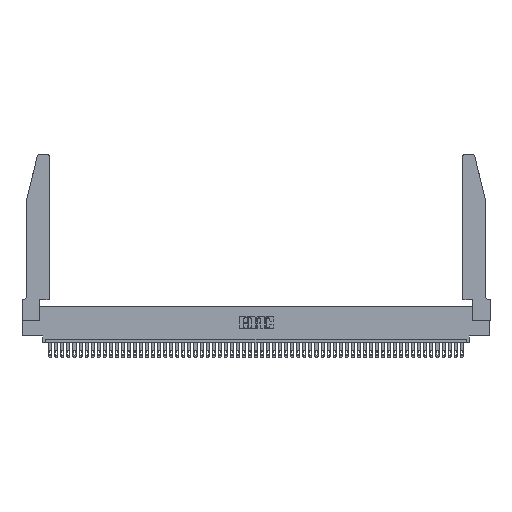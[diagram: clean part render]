
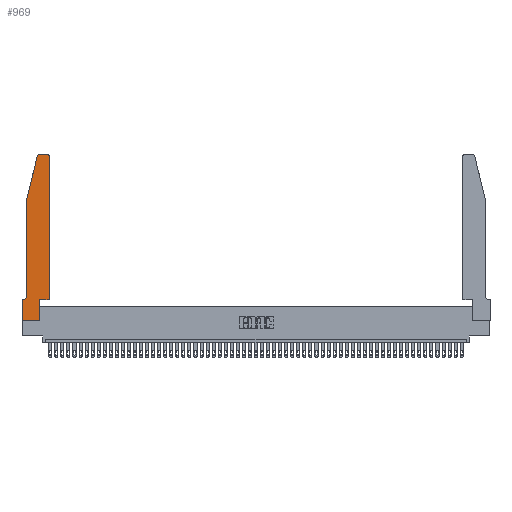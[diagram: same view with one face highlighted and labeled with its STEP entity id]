
A CAD part, top view. The second image highlights one B-rep face of the part: STEP entity #969.
In plain terms, the highlighted planar face has unit normal (0, 0, 1).
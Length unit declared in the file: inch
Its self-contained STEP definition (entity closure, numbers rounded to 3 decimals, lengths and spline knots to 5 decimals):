
#133 = FACE_OUTER_BOUND ( 'NONE', #20658, .T. ) ;
#453 = ORIENTED_EDGE ( 'NONE', *, *, #36953, .T. ) ;
#864 = EDGE_CURVE ( 'NONE', #28620, #23643, #40653, .T. ) ;
#873 = ORIENTED_EDGE ( 'NONE', *, *, #34699, .T. ) ;
#969 = ADVANCED_FACE ( 'NONE', ( #133 ), #49035, .T. ) ;
#2227 = VECTOR ( 'NONE', #47054, 39.37008 ) ;
#2240 = DIRECTION ( 'NONE',  ( 1., 0., 0. ) ) ;
#2625 = DIRECTION ( 'NONE',  ( 1., 0., 0. ) ) ;
#2881 = VECTOR ( 'NONE', #46015, 39.37008 ) ;
#3658 = CIRCLE ( 'NONE', #29401, 0.03 ) ;
#5054 = CARTESIAN_POINT ( 'NONE',  ( 0.2865, 0., 0.37 ) ) ;
#5400 = ORIENTED_EDGE ( 'NONE', *, *, #21389, .T. ) ;
#6851 = CARTESIAN_POINT ( 'NONE',  ( 0.0755, 2., 0.37 ) ) ;
#7250 = CARTESIAN_POINT ( 'NONE',  ( 0.0755, 2., 0.37 ) ) ;
#8742 = VERTEX_POINT ( 'NONE', #7250 ) ;
#9878 = LINE ( 'NONE', #18080, #2227 ) ;
#10398 = DIRECTION ( 'NONE',  ( -1., 0., 0. ) ) ;
#11153 = DIRECTION ( 'NONE',  ( 1., 0., 0. ) ) ;
#11493 = EDGE_CURVE ( 'NONE', #23643, #8742, #42894, .T. ) ;
#11799 = EDGE_CURVE ( 'NONE', #49234, #41317, #16499, .T. ) ;
#11950 = AXIS2_PLACEMENT_3D ( 'NONE', #39022, #14116, #10398 ) ;
#12018 = CARTESIAN_POINT ( 'NONE',  ( 0.284, 2.72, 0.37 ) ) ;
#12285 = VERTEX_POINT ( 'NONE', #37781 ) ;
#12670 = VERTEX_POINT ( 'NONE', #32006 ) ;
#13121 = VECTOR ( 'NONE', #19351, 39.37008 ) ;
#13610 = AXIS2_PLACEMENT_3D ( 'NONE', #12018, #28950, #41312 ) ;
#13830 = CARTESIAN_POINT ( 'NONE',  ( 0.4205, 2.75, 0.37 ) ) ;
#14116 = DIRECTION ( 'NONE',  ( 0., 0., -1. ) ) ;
#14485 = DIRECTION ( 'NONE',  ( 1., 0., 0. ) ) ;
#16499 = CIRCLE ( 'NONE', #11950, 0.07 ) ;
#17842 = EDGE_CURVE ( 'NONE', #12285, #35087, #50782, .T. ) ;
#18080 = CARTESIAN_POINT ( 'NONE',  ( 0., 0., 0.37 ) ) ;
#18616 = CARTESIAN_POINT ( 'NONE',  ( 0.4505, 2.72, 0.37 ) ) ;
#18928 = CARTESIAN_POINT ( 'NONE',  ( 0.0755, 2., 0.37 ) ) ;
#19018 = CARTESIAN_POINT ( 'NONE',  ( 0.4505, 0.35, 0.37 ) ) ;
#19118 = DIRECTION ( 'NONE',  ( 0., -1., 0. ) ) ;
#19351 = DIRECTION ( 'NONE',  ( -1., 0., 0. ) ) ;
#19761 = VECTOR ( 'NONE', #39719, 39.37008 ) ;
#19872 = LINE ( 'NONE', #34511, #28304 ) ;
#20275 = ORIENTED_EDGE ( 'NONE', *, *, #864, .T. ) ;
#20658 = EDGE_LOOP ( 'NONE', ( #453, #20275, #20709, #38524, #33396, #873, #51676, #31171, #23294, #46245, #53028, #5400 ) ) ;
#20709 = ORIENTED_EDGE ( 'NONE', *, *, #11493, .T. ) ;
#21389 = EDGE_CURVE ( 'NONE', #25755, #32124, #3658, .T. ) ;
#22973 = DIRECTION ( 'NONE',  ( 0., 1., 0. ) ) ;
#23211 = CARTESIAN_POINT ( 'NONE',  ( 0.4205, 2.72, 0.37 ) ) ;
#23294 = ORIENTED_EDGE ( 'NONE', *, *, #46221, .T. ) ;
#23394 = DIRECTION ( 'NONE',  ( 0., 0., 1. ) ) ;
#23643 = VERTEX_POINT ( 'NONE', #43968 ) ;
#25755 = VERTEX_POINT ( 'NONE', #18616 ) ;
#25962 = LINE ( 'NONE', #42462, #2881 ) ;
#28248 = LINE ( 'NONE', #38813, #29425 ) ;
#28304 = VECTOR ( 'NONE', #33951, 39.37008 ) ;
#28620 = VERTEX_POINT ( 'NONE', #41364 ) ;
#28950 = DIRECTION ( 'NONE',  ( 0., 0., 1. ) ) ;
#29401 = AXIS2_PLACEMENT_3D ( 'NONE', #23211, #23394, #11153 ) ;
#29425 = VECTOR ( 'NONE', #22973, 39.37008 ) ;
#31171 = ORIENTED_EDGE ( 'NONE', *, *, #50133, .T. ) ;
#32006 = CARTESIAN_POINT ( 'NONE',  ( 0., 0.35, 0.37 ) ) ;
#32124 = VERTEX_POINT ( 'NONE', #13830 ) ;
#32948 = VECTOR ( 'NONE', #14485, 39.37008 ) ;
#33002 = VECTOR ( 'NONE', #19118, 39.37008 ) ;
#33396 = ORIENTED_EDGE ( 'NONE', *, *, #11799, .T. ) ;
#33951 = DIRECTION ( 'NONE',  ( -1., 0., 0. ) ) ;
#34511 = CARTESIAN_POINT ( 'NONE',  ( 0.0755, 0.35, 0.37 ) ) ;
#34514 = CARTESIAN_POINT ( 'NONE',  ( 0., 0., 0.37 ) ) ;
#34699 = EDGE_CURVE ( 'NONE', #41317, #12670, #19872, .T. ) ;
#34833 = EDGE_CURVE ( 'NONE', #35087, #25755, #28248, .T. ) ;
#35087 = VERTEX_POINT ( 'NONE', #41862 ) ;
#36953 = EDGE_CURVE ( 'NONE', #32124, #28620, #48603, .T. ) ;
#37776 = CARTESIAN_POINT ( 'NONE',  ( 0.0055, 0.35, 0.37 ) ) ;
#37781 = CARTESIAN_POINT ( 'NONE',  ( 0.2865, 0.35, 0.37 ) ) ;
#38119 = LINE ( 'NONE', #18928, #33002 ) ;
#38399 = EDGE_CURVE ( 'NONE', #8742, #49234, #38119, .T. ) ;
#38524 = ORIENTED_EDGE ( 'NONE', *, *, #38399, .T. ) ;
#38813 = CARTESIAN_POINT ( 'NONE',  ( 0.4505, 0.35, 0.37 ) ) ;
#39022 = CARTESIAN_POINT ( 'NONE',  ( 0.0055, 0.42, 0.37 ) ) ;
#39420 = VERTEX_POINT ( 'NONE', #34514 ) ;
#39640 = VERTEX_POINT ( 'NONE', #5054 ) ;
#39719 = DIRECTION ( 'NONE',  ( -0.239, -0.971, 0. ) ) ;
#40624 = AXIS2_PLACEMENT_3D ( 'NONE', #42285, #43023, #2625 ) ;
#40653 = CIRCLE ( 'NONE', #13610, 0.03 ) ;
#41312 = DIRECTION ( 'NONE',  ( 1., 0., 0. ) ) ;
#41317 = VERTEX_POINT ( 'NONE', #37776 ) ;
#41364 = CARTESIAN_POINT ( 'NONE',  ( 0.284, 2.75, 0.37 ) ) ;
#41862 = CARTESIAN_POINT ( 'NONE',  ( 0.4505, 0.35, 0.37 ) ) ;
#42285 = CARTESIAN_POINT ( 'NONE',  ( 0., 0.35, 0.37 ) ) ;
#42462 = CARTESIAN_POINT ( 'NONE',  ( 0.2865, 0.35, 0.37 ) ) ;
#42894 = LINE ( 'NONE', #6851, #19761 ) ;
#43023 = DIRECTION ( 'NONE',  ( 0., 0., 1. ) ) ;
#43787 = CARTESIAN_POINT ( 'NONE',  ( 0., 0., 0.37 ) ) ;
#43968 = CARTESIAN_POINT ( 'NONE',  ( 0.25487, 2.72718, 0.37 ) ) ;
#44548 = CARTESIAN_POINT ( 'NONE',  ( 0.2605, 2.75, 0.37 ) ) ;
#46015 = DIRECTION ( 'NONE',  ( 0., 1., 0. ) ) ;
#46221 = EDGE_CURVE ( 'NONE', #39640, #12285, #25962, .T. ) ;
#46245 = ORIENTED_EDGE ( 'NONE', *, *, #17842, .T. ) ;
#47054 = DIRECTION ( 'NONE',  ( 0., -1., 0. ) ) ;
#48383 = VECTOR ( 'NONE', #2240, 39.37008 ) ;
#48603 = LINE ( 'NONE', #44548, #13121 ) ;
#48890 = EDGE_CURVE ( 'NONE', #12670, #39420, #9878, .T. ) ;
#49035 = PLANE ( 'NONE',  #40624 ) ;
#49234 = VERTEX_POINT ( 'NONE', #49827 ) ;
#49572 = LINE ( 'NONE', #43787, #48383 ) ;
#49827 = CARTESIAN_POINT ( 'NONE',  ( 0.0755, 0.42, 0.37 ) ) ;
#50133 = EDGE_CURVE ( 'NONE', #39420, #39640, #49572, .T. ) ;
#50782 = LINE ( 'NONE', #19018, #32948 ) ;
#51676 = ORIENTED_EDGE ( 'NONE', *, *, #48890, .T. ) ;
#53028 = ORIENTED_EDGE ( 'NONE', *, *, #34833, .T. ) ;
